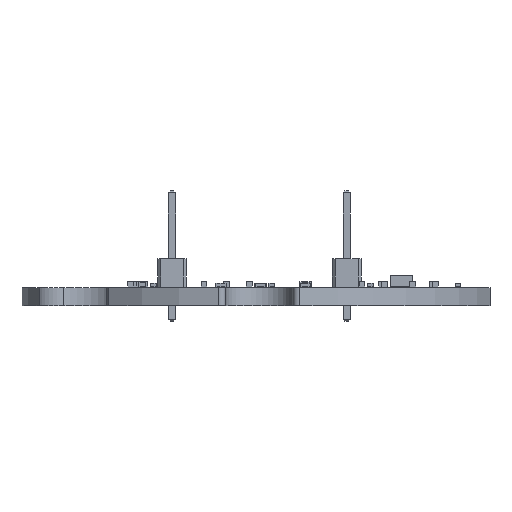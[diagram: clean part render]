
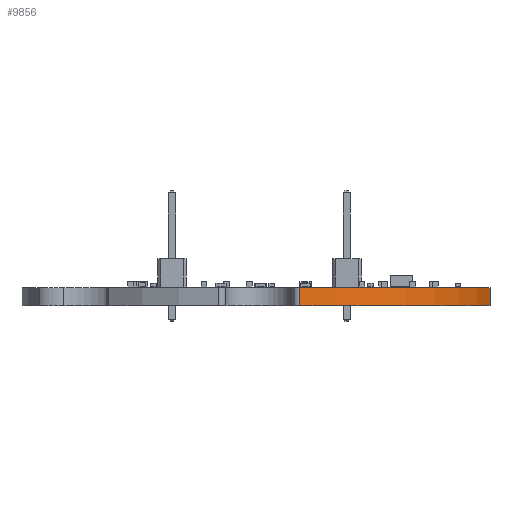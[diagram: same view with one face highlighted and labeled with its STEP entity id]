
A CAD part, front view. The second image highlights one B-rep face of the part: STEP entity #9856.
In plain terms, the highlighted cylindrical face has radius 21.1 mm (diameter 42.2 mm), a partial arc.
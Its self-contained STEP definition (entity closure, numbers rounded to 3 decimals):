
#8967 = VERTEX_POINT('',#8968);
#8968 = CARTESIAN_POINT('',(3.474,-20.943,0.));
#8975 = EDGE_CURVE('',#8976,#8967,#8978,.T.);
#8976 = VERTEX_POINT('',#8977);
#8977 = CARTESIAN_POINT('',(20.345,-5.332,0.));
#8978 = CIRCLE('',#8979,21.1);
#8979 = AXIS2_PLACEMENT_3D('',#8980,#8981,#8982);
#8980 = CARTESIAN_POINT('',(-0.109,-0.15,0.));
#8981 = DIRECTION('',(0.,0.,-1.));
#8982 = DIRECTION('',(0.969,-0.246,0.));
#9413 = VERTEX_POINT('',#9414);
#9414 = CARTESIAN_POINT('',(3.474,-20.943,1.6));
#9421 = EDGE_CURVE('',#9422,#9413,#9424,.T.);
#9422 = VERTEX_POINT('',#9423);
#9423 = CARTESIAN_POINT('',(20.345,-5.332,1.6));
#9424 = CIRCLE('',#9425,21.1);
#9425 = AXIS2_PLACEMENT_3D('',#9426,#9427,#9428);
#9426 = CARTESIAN_POINT('',(-0.109,-0.15,1.6));
#9427 = DIRECTION('',(0.,0.,-1.));
#9428 = DIRECTION('',(0.969,-0.246,0.));
#9828 = EDGE_CURVE('',#8976,#9422,#9829,.T.);
#9829 = LINE('',#9830,#9831);
#9830 = CARTESIAN_POINT('',(20.345,-5.332,0.));
#9831 = VECTOR('',#9832,1.);
#9832 = DIRECTION('',(0.,0.,1.));
#9856 = ADVANCED_FACE('',(#9857),#9868,.T.);
#9857 = FACE_BOUND('',#9858,.T.);
#9858 = EDGE_LOOP('',(#9859,#9860,#9861,#9867));
#9859 = ORIENTED_EDGE('',*,*,#9828,.T.);
#9860 = ORIENTED_EDGE('',*,*,#9421,.T.);
#9861 = ORIENTED_EDGE('',*,*,#9862,.F.);
#9862 = EDGE_CURVE('',#8967,#9413,#9863,.T.);
#9863 = LINE('',#9864,#9865);
#9864 = CARTESIAN_POINT('',(3.474,-20.943,0.));
#9865 = VECTOR('',#9866,1.);
#9866 = DIRECTION('',(0.,0.,1.));
#9867 = ORIENTED_EDGE('',*,*,#8975,.F.);
#9868 = CYLINDRICAL_SURFACE('',#9869,21.1);
#9869 = AXIS2_PLACEMENT_3D('',#9870,#9871,#9872);
#9870 = CARTESIAN_POINT('',(-0.109,-0.15,0.));
#9871 = DIRECTION('',(0.,0.,-1.));
#9872 = DIRECTION('',(0.969,-0.246,0.));
